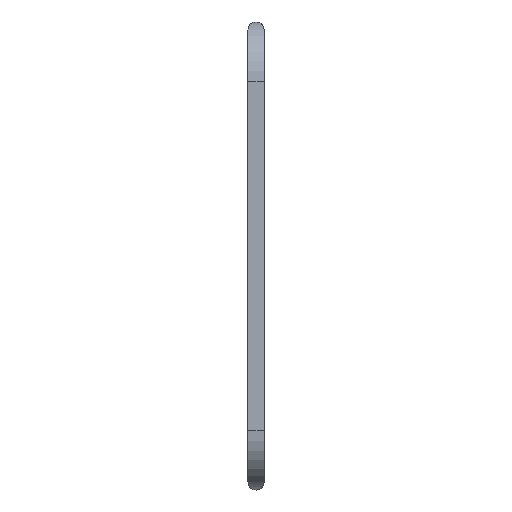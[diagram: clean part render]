
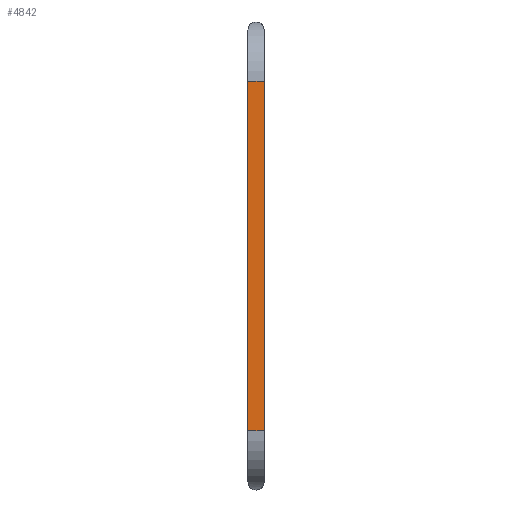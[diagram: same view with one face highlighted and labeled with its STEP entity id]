
A CAD part, left-side view. The second image highlights one B-rep face of the part: STEP entity #4842.
In plain terms, the highlighted planar face has unit normal (-1, 0, 0).
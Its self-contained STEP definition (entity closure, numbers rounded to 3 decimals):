
#36 = EDGE_LOOP ( 'NONE', ( #4031, #255, #3333, #518 ) ) ;
#48 = FACE_OUTER_BOUND ( 'NONE', #36, .T. ) ;
#166 = VECTOR ( 'NONE', #961, 1000. ) ;
#202 = DIRECTION ( 'NONE',  ( 0., 1., 0. ) ) ;
#255 = ORIENTED_EDGE ( 'NONE', *, *, #3413, .F. ) ;
#302 = DIRECTION ( 'NONE',  ( 0., 0., 1. ) ) ;
#518 = ORIENTED_EDGE ( 'NONE', *, *, #4279, .T. ) ;
#564 = DIRECTION ( 'NONE',  ( -1., 0., 0. ) ) ;
#641 = CARTESIAN_POINT ( 'NONE',  ( -88.9, -0.794, -39.029 ) ) ;
#666 = CARTESIAN_POINT ( 'NONE',  ( -88.9, -0.794, -4.971 ) ) ;
#865 = VECTOR ( 'NONE', #302, 1000. ) ;
#899 = EDGE_CURVE ( 'NONE', #1616, #1359, #1944, .T. ) ;
#954 = DIRECTION ( 'NONE',  ( 0., 0., 1. ) ) ;
#961 = DIRECTION ( 'NONE',  ( 0., 0., 1. ) ) ;
#998 = LINE ( 'NONE', #2820, #865 ) ;
#1297 = VERTEX_POINT ( 'NONE', #1883 ) ;
#1359 = VERTEX_POINT ( 'NONE', #4760 ) ;
#1616 = VERTEX_POINT ( 'NONE', #3163 ) ;
#1820 = LINE ( 'NONE', #2548, #166 ) ;
#1883 = CARTESIAN_POINT ( 'NONE',  ( -88.9, -0.787, -4.971 ) ) ;
#1944 = LINE ( 'NONE', #641, #3534 ) ;
#2548 = CARTESIAN_POINT ( 'NONE',  ( -88.9, 0.787, -44. ) ) ;
#2563 = CARTESIAN_POINT ( 'NONE',  ( -88.9, 0., 0. ) ) ;
#2803 = DIRECTION ( 'NONE',  ( 0., 1., 0. ) ) ;
#2820 = CARTESIAN_POINT ( 'NONE',  ( -88.9, -0.787, -44. ) ) ;
#3163 = CARTESIAN_POINT ( 'NONE',  ( -88.9, -0.787, -39.029 ) ) ;
#3190 = VECTOR ( 'NONE', #202, 1000. ) ;
#3258 = AXIS2_PLACEMENT_3D ( 'NONE', #2563, #564, #954 ) ;
#3333 = ORIENTED_EDGE ( 'NONE', *, *, #899, .F. ) ;
#3413 = EDGE_CURVE ( 'NONE', #1359, #4746, #1820, .T. ) ;
#3534 = VECTOR ( 'NONE', #2803, 1000. ) ;
#3565 = LINE ( 'NONE', #666, #3190 ) ;
#4031 = ORIENTED_EDGE ( 'NONE', *, *, #5399, .T. ) ;
#4279 = EDGE_CURVE ( 'NONE', #1616, #1297, #998, .T. ) ;
#4746 = VERTEX_POINT ( 'NONE', #4990 ) ;
#4760 = CARTESIAN_POINT ( 'NONE',  ( -88.9, 0.787, -39.029 ) ) ;
#4842 = ADVANCED_FACE ( 'NONE', ( #48 ), #5093, .T. ) ;
#4990 = CARTESIAN_POINT ( 'NONE',  ( -88.9, 0.787, -4.971 ) ) ;
#5093 = PLANE ( 'NONE',  #3258 ) ;
#5399 = EDGE_CURVE ( 'NONE', #1297, #4746, #3565, .T. ) ;
